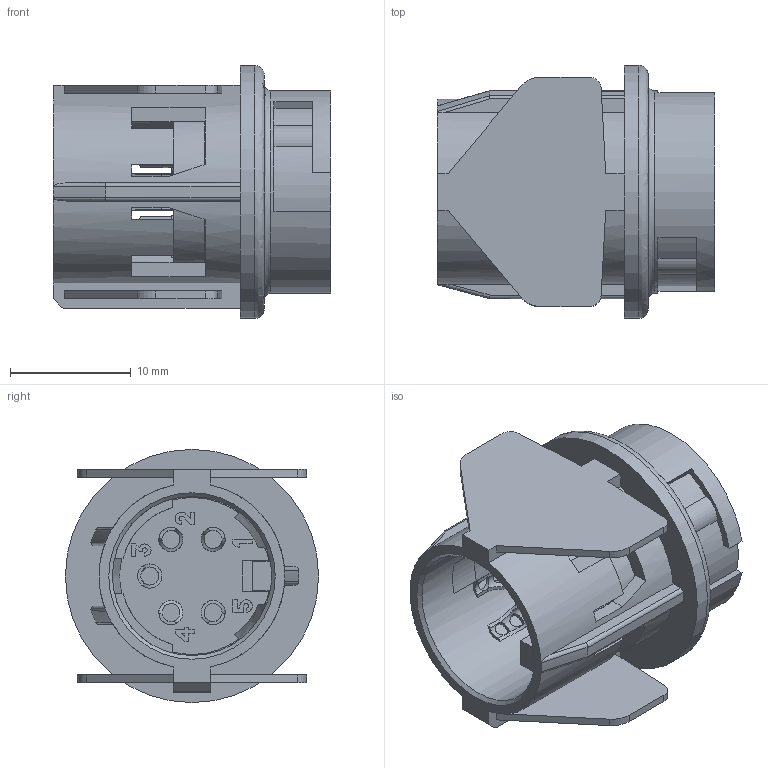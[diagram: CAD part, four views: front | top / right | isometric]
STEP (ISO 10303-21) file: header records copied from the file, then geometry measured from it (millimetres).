
FILE_DESCRIPTION(/* description */ (''),/* implementation_level */ '2;1');
FILE_NAME(/* name */ 't 3377 500 unxc001-01.stp',/* time_stamp */ '2019-07-08T16:38:35+02:00',/* author */ (''),/* organization */ (''),/* preprocessor_version */ 'ST-DEVELOPER v16.7',/* originating_system */ 'SIEMENS PLM Software NX 12.0',/* authorisation */ '');
FILE_SCHEMA (('AUTOMOTIVE_DESIGN { 1 0 10303 214 3 1 1 1 }'));
Length unit declared in the file: millimetre
Products named in the file (1): t 3377 500 unxc001-01
Bounding box: 23 x 21 x 21 mm (x, y, z)
Volume: 3138.1 mm3; surface area: 4304.4 mm2
Topology: 1 solids, 1 shells, 317 faces, 927 edges, 608 vertices
Faces by surface type: plane 204, cylinder 89, cone 13, bspline 8, revolution 3
Full cylindrical faces by diameter (mm): 1.2 x10, 1.5 x5, 2 x5, 14 x1, 16.8 x1, 21 x1
Entity records: 11132 total; most frequent: CARTESIAN_POINT 2844, ORIENTED_EDGE 1802, DIRECTION 1594, EDGE_CURVE 901, VERTEX_POINT 608, LINE 555, VECTOR 555, AXIS2_PLACEMENT_3D 518
